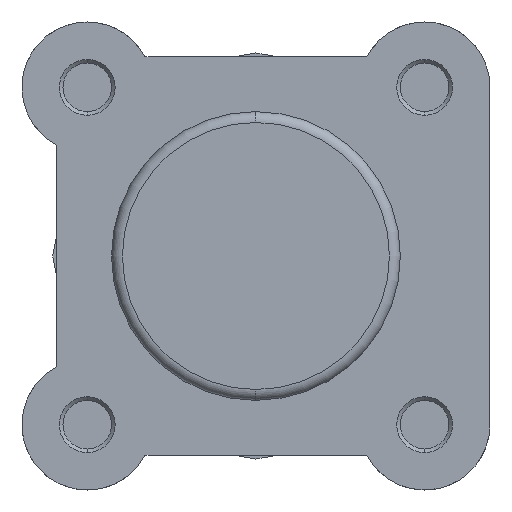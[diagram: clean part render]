
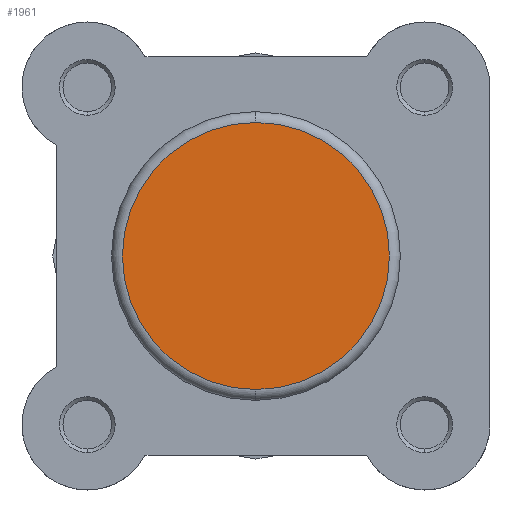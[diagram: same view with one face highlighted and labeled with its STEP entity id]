
A CAD part, left-side view. The second image highlights one B-rep face of the part: STEP entity #1961.
In plain terms, the highlighted planar face has unit normal (-1, 0, 0).
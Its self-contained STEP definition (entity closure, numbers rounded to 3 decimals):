
#317 = ORIENTED_EDGE ( 'NONE', *, *, #2259, .T. ) ;
#318 = ORIENTED_EDGE ( 'NONE', *, *, #2204, .T. ) ;
#512 = CARTESIAN_POINT ( 'NONE',  ( 0., 0., -18.4 ) ) ;
#538 = VERTEX_POINT ( 'NONE', #512 ) ;
#563 = VERTEX_POINT ( 'NONE', #819 ) ;
#819 = CARTESIAN_POINT ( 'NONE',  ( 0., 0., 18.4 ) ) ;
#1228 = CIRCLE ( 'NONE', #2763, 18.4 ) ;
#1961 = ADVANCED_FACE ( 'NONE', ( #4032 ), #4816, .F. ) ;
#2204 = EDGE_CURVE ( 'NONE', #538, #563, #4418, .T. ) ;
#2259 = EDGE_CURVE ( 'NONE', #563, #538, #1228, .T. ) ;
#2587 = AXIS2_PLACEMENT_3D ( 'NONE', #4819, #4856, #4857 ) ;
#2735 = AXIS2_PLACEMENT_3D ( 'NONE', #5536, #5537, #5538 ) ;
#2763 = AXIS2_PLACEMENT_3D ( 'NONE', #5676, #5678, #5679 ) ;
#2953 = EDGE_LOOP ( 'NONE', ( #318, #317 ) ) ;
#4032 = FACE_OUTER_BOUND ( 'NONE', #2953, .T. ) ;
#4418 = CIRCLE ( 'NONE', #2735, 18.4 ) ;
#4816 = PLANE ( 'NONE',  #2587 ) ;
#4819 = CARTESIAN_POINT ( 'NONE',  ( 0., 0., 0. ) ) ;
#4856 = DIRECTION ( 'NONE',  ( 1., 0., 0. ) ) ;
#4857 = DIRECTION ( 'NONE',  ( 0., 0., -1. ) ) ;
#5536 = CARTESIAN_POINT ( 'NONE',  ( 0., 0., 0. ) ) ;
#5537 = DIRECTION ( 'NONE',  ( -1., 0., 0. ) ) ;
#5538 = DIRECTION ( 'NONE',  ( 0., 0., -1. ) ) ;
#5676 = CARTESIAN_POINT ( 'NONE',  ( 0., 0., 0. ) ) ;
#5678 = DIRECTION ( 'NONE',  ( -1., 0., 0. ) ) ;
#5679 = DIRECTION ( 'NONE',  ( 0., 0., -1. ) ) ;
